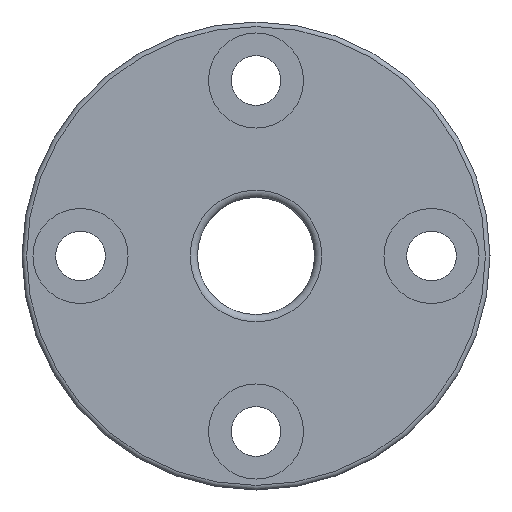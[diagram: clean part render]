
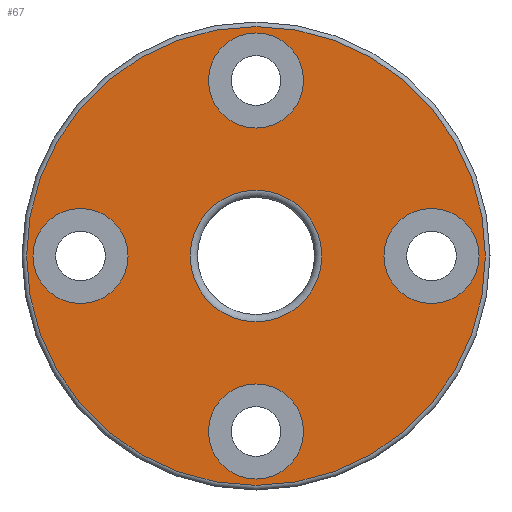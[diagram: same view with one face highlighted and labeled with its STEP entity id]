
A CAD part, left-side view. The second image highlights one B-rep face of the part: STEP entity #67.
In plain terms, the highlighted planar face has unit normal (-1, 0, 0).
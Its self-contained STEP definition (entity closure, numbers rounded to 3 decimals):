
#67 = ADVANCED_FACE( '', ( #154, #155, #156, #157, #158, #159 ), #160, .T. );
#154 = FACE_BOUND( '', #261, .T. );
#155 = FACE_BOUND( '', #262, .T. );
#156 = FACE_BOUND( '', #263, .T. );
#157 = FACE_OUTER_BOUND( '', #264, .T. );
#158 = FACE_BOUND( '', #265, .T. );
#159 = FACE_BOUND( '', #266, .T. );
#160 = PLANE( '', #267 );
#261 = EDGE_LOOP( '', ( #382 ) );
#262 = EDGE_LOOP( '', ( #383 ) );
#263 = EDGE_LOOP( '', ( #384 ) );
#264 = EDGE_LOOP( '', ( #385 ) );
#265 = EDGE_LOOP( '', ( #386 ) );
#266 = EDGE_LOOP( '', ( #387 ) );
#267 = AXIS2_PLACEMENT_3D( '', #388, #389, #390 );
#382 = ORIENTED_EDGE( '', *, *, #491, .T. );
#383 = ORIENTED_EDGE( '', *, *, #492, .T. );
#384 = ORIENTED_EDGE( '', *, *, #493, .T. );
#385 = ORIENTED_EDGE( '', *, *, #478, .F. );
#386 = ORIENTED_EDGE( '', *, *, #494, .T. );
#387 = ORIENTED_EDGE( '', *, *, #495, .T. );
#388 = CARTESIAN_POINT( '', ( 0., 15.688, 0. ) );
#389 = DIRECTION( '', ( -1., 0., 0. ) );
#390 = DIRECTION( '', ( 0., 0., 1. ) );
#478 = EDGE_CURVE( '', #537, #537, #538, .T. );
#491 = EDGE_CURVE( '', #558, #558, #559, .T. );
#492 = EDGE_CURVE( '', #560, #560, #561, .F. );
#493 = EDGE_CURVE( '', #562, #562, #563, .T. );
#494 = EDGE_CURVE( '', #564, #564, #565, .T. );
#495 = EDGE_CURVE( '', #566, #566, #567, .T. );
#537 = VERTEX_POINT( '', #614 );
#538 = CIRCLE( '', #615, 15.688 );
#558 = VERTEX_POINT( '', #635 );
#559 = CIRCLE( '', #636, 4.5 );
#560 = VERTEX_POINT( '', #637 );
#561 = CIRCLE( '', #638, 3.25 );
#562 = VERTEX_POINT( '', #639 );
#563 = CIRCLE( '', #640, 3.25 );
#564 = VERTEX_POINT( '', #641 );
#565 = CIRCLE( '', #642, 3.25 );
#566 = VERTEX_POINT( '', #643 );
#567 = CIRCLE( '', #644, 3.25 );
#614 = CARTESIAN_POINT( '', ( 0., 0., -15.688 ) );
#615 = AXIS2_PLACEMENT_3D( '', #694, #695, #696 );
#635 = CARTESIAN_POINT( '', ( 0., 0., -4.5 ) );
#636 = AXIS2_PLACEMENT_3D( '', #718, #719, #720 );
#637 = CARTESIAN_POINT( '', ( 0., 12., 3.25 ) );
#638 = AXIS2_PLACEMENT_3D( '', #721, #722, #723 );
#639 = CARTESIAN_POINT( '', ( 0., 0., -15.25 ) );
#640 = AXIS2_PLACEMENT_3D( '', #724, #725, #726 );
#641 = CARTESIAN_POINT( '', ( 0., -12., -3.25 ) );
#642 = AXIS2_PLACEMENT_3D( '', #727, #728, #729 );
#643 = CARTESIAN_POINT( '', ( 0., 0., 8.75 ) );
#644 = AXIS2_PLACEMENT_3D( '', #730, #731, #732 );
#694 = CARTESIAN_POINT( '', ( 0., 0., 0. ) );
#695 = DIRECTION( '', ( 1., 0., 0. ) );
#696 = DIRECTION( '', ( 0., 0., -1. ) );
#718 = CARTESIAN_POINT( '', ( 0., 0., 0. ) );
#719 = DIRECTION( '', ( 1., 0., 0. ) );
#720 = DIRECTION( '', ( 0., 0., -1. ) );
#721 = CARTESIAN_POINT( '', ( 0., 12., 0. ) );
#722 = DIRECTION( '', ( -1., 0., 0. ) );
#723 = DIRECTION( '', ( 0., 0., 1. ) );
#724 = CARTESIAN_POINT( '', ( 0., 0., -12. ) );
#725 = DIRECTION( '', ( 1., 0., 0. ) );
#726 = DIRECTION( '', ( 0., 0., -1. ) );
#727 = CARTESIAN_POINT( '', ( 0., -12., 0. ) );
#728 = DIRECTION( '', ( 1., 0., 0. ) );
#729 = DIRECTION( '', ( 0., 0., -1. ) );
#730 = CARTESIAN_POINT( '', ( 0., 0., 12. ) );
#731 = DIRECTION( '', ( 1., 0., 0. ) );
#732 = DIRECTION( '', ( 0., 0., -1. ) );
